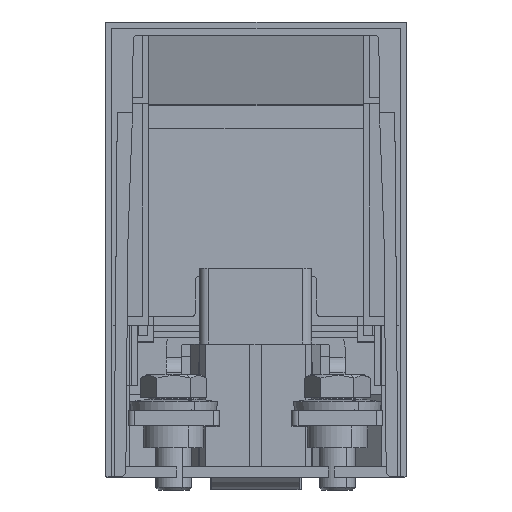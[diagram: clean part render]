
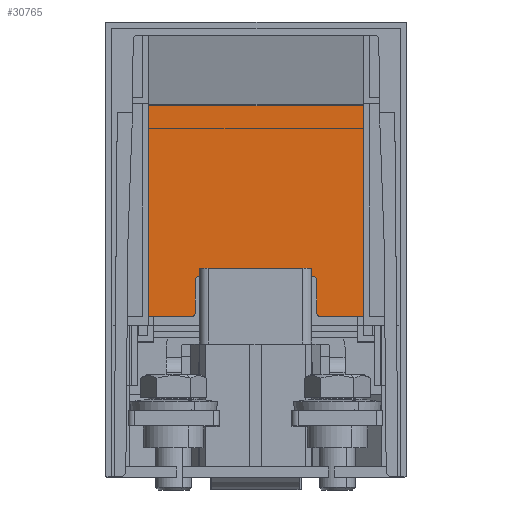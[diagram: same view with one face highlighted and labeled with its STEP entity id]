
A CAD part, front view. The second image highlights one B-rep face of the part: STEP entity #30765.
In plain terms, the highlighted planar face has unit normal (0, -1, 0).
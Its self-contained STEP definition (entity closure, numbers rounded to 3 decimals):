
#27568=AXIS2_PLACEMENT_3D('Circle Axis2P3D',#27566,#27567,$) ;
#27618=AXIS2_PLACEMENT_3D('Circle Axis2P3D',#27616,#27617,$) ;
#29412=AXIS2_PLACEMENT_3D('Circle Axis2P3D',#29410,#29411,$) ;
#29457=AXIS2_PLACEMENT_3D('Circle Axis2P3D',#29455,#29456,$) ;
#30719=AXIS2_PLACEMENT_3D('Plane Axis2P3D',#30716,#30717,#30718) ;
#26651=CARTESIAN_POINT('Vertex',(-47.5,128.,100.)) ;
#26654=CARTESIAN_POINT('Line Origine',(-46.5,128.,100.)) ;
#26658=CARTESIAN_POINT('Vertex',(-45.5,128.,100.)) ;
#27189=CARTESIAN_POINT('Vertex',(-45.5,128.,99.)) ;
#27199=CARTESIAN_POINT('Line Origine',(-45.5,128.,99.5)) ;
#27511=CARTESIAN_POINT('Line Origine',(-20.,128.,90.5)) ;
#27515=CARTESIAN_POINT('Vertex',(-20.,128.,85.)) ;
#27517=CARTESIAN_POINT('Vertex',(-20.,128.,96.)) ;
#27563=CARTESIAN_POINT('Vertex',(-21.,128.,97.)) ;
#27566=CARTESIAN_POINT('Axis2P3D Location',(-21.,128.,96.)) ;
#27584=CARTESIAN_POINT('Line Origine',(-32.25,128.,97.)) ;
#27588=CARTESIAN_POINT('Vertex',(-43.5,128.,97.)) ;
#27616=CARTESIAN_POINT('Axis2P3D Location',(-43.5,128.,99.)) ;
#28457=CARTESIAN_POINT('Vertex',(45.5,128.,100.)) ;
#28462=CARTESIAN_POINT('Line Origine',(46.5,128.,100.)) ;
#28466=CARTESIAN_POINT('Vertex',(47.5,128.,100.)) ;
#29095=CARTESIAN_POINT('Line Origine',(45.5,128.,99.5)) ;
#29099=CARTESIAN_POINT('Vertex',(45.5,128.,99.)) ;
#29407=CARTESIAN_POINT('Vertex',(43.5,128.,97.)) ;
#29410=CARTESIAN_POINT('Axis2P3D Location',(43.5,128.,99.)) ;
#29434=CARTESIAN_POINT('Vertex',(21.,128.,97.)) ;
#29437=CARTESIAN_POINT('Line Origine',(32.25,128.,97.)) ;
#29455=CARTESIAN_POINT('Axis2P3D Location',(21.,128.,96.)) ;
#29459=CARTESIAN_POINT('Vertex',(20.,128.,96.)) ;
#29498=CARTESIAN_POINT('Vertex',(20.,128.,85.)) ;
#29501=CARTESIAN_POINT('Line Origine',(20.,128.,90.5)) ;
#30407=CARTESIAN_POINT('Vertex',(47.5,128.,27.632)) ;
#30410=CARTESIAN_POINT('Line Origine',(-23.75,128.,27.632)) ;
#30414=CARTESIAN_POINT('Vertex',(-47.5,128.,27.632)) ;
#30670=CARTESIAN_POINT('Vertex',(19.,128.,84.)) ;
#30677=CARTESIAN_POINT('Vertex',(-19.,128.,84.)) ;
#30680=CARTESIAN_POINT('Line Origine',(0.,128.,84.)) ;
#30716=CARTESIAN_POINT('Axis2P3D Location',(-49.5,128.,0.)) ;
#30721=CARTESIAN_POINT('Line Origine',(-47.5,128.,63.816)) ;
#30726=CARTESIAN_POINT('Line Origine',(47.5,128.,63.816)) ;
#30732=CARTESIAN_POINT('Control Point',(19.,128.,84.)) ;
#30733=CARTESIAN_POINT('Control Point',(19.393,128.,84.)) ;
#30734=CARTESIAN_POINT('Control Point',(19.79,128.,84.21)) ;
#30735=CARTESIAN_POINT('Control Point',(20.,128.,84.607)) ;
#30736=CARTESIAN_POINT('Control Point',(20.,128.,85.)) ;
#30739=CARTESIAN_POINT('Control Point',(-20.,128.,85.)) ;
#30740=CARTESIAN_POINT('Control Point',(-20.,128.,84.607)) ;
#30741=CARTESIAN_POINT('Control Point',(-19.79,128.,84.21)) ;
#30742=CARTESIAN_POINT('Control Point',(-19.393,128.,84.)) ;
#30743=CARTESIAN_POINT('Control Point',(-19.,128.,84.)) ;
#26655=DIRECTION('Vector Direction',(-1.,0.,0.)) ;
#27200=DIRECTION('Vector Direction',(0.,0.,-1.)) ;
#27512=DIRECTION('Vector Direction',(0.,0.,1.)) ;
#27567=DIRECTION('Axis2P3D Direction',(-0.,1.,0.)) ;
#27585=DIRECTION('Vector Direction',(-1.,0.,0.)) ;
#27617=DIRECTION('Axis2P3D Direction',(-0.,1.,0.)) ;
#28463=DIRECTION('Vector Direction',(-1.,0.,0.)) ;
#29096=DIRECTION('Vector Direction',(0.,0.,-1.)) ;
#29411=DIRECTION('Axis2P3D Direction',(-0.,-1.,-0.)) ;
#29438=DIRECTION('Vector Direction',(-1.,0.,0.)) ;
#29456=DIRECTION('Axis2P3D Direction',(-0.,-1.,-0.)) ;
#29502=DIRECTION('Vector Direction',(0.,0.,1.)) ;
#30411=DIRECTION('Vector Direction',(-1.,0.,0.)) ;
#30681=DIRECTION('Vector Direction',(-1.,0.,0.)) ;
#30717=DIRECTION('Axis2P3D Direction',(0.,-1.,0.)) ;
#30718=DIRECTION('Axis2P3D XDirection',(1.,0.,0.)) ;
#30722=DIRECTION('Vector Direction',(0.,0.,1.)) ;
#30727=DIRECTION('Vector Direction',(0.,0.,1.)) ;
#26656=VECTOR('Line Direction',#26655,1.) ;
#27201=VECTOR('Line Direction',#27200,1.) ;
#27513=VECTOR('Line Direction',#27512,1.) ;
#27586=VECTOR('Line Direction',#27585,1.) ;
#28464=VECTOR('Line Direction',#28463,1.) ;
#29097=VECTOR('Line Direction',#29096,1.) ;
#29439=VECTOR('Line Direction',#29438,1.) ;
#29503=VECTOR('Line Direction',#29502,1.) ;
#30412=VECTOR('Line Direction',#30411,1.) ;
#30682=VECTOR('Line Direction',#30681,1.) ;
#30723=VECTOR('Line Direction',#30722,1.) ;
#30728=VECTOR('Line Direction',#30727,1.) ;
#30746=ORIENTED_EDGE('',*,*,#26660,.T.) ;
#30747=ORIENTED_EDGE('',*,*,#30725,.F.) ;
#30748=ORIENTED_EDGE('',*,*,#30416,.T.) ;
#30749=ORIENTED_EDGE('',*,*,#30730,.T.) ;
#30750=ORIENTED_EDGE('',*,*,#28468,.F.) ;
#30751=ORIENTED_EDGE('',*,*,#29101,.T.) ;
#30752=ORIENTED_EDGE('',*,*,#29414,.T.) ;
#30753=ORIENTED_EDGE('',*,*,#29441,.F.) ;
#30754=ORIENTED_EDGE('',*,*,#29461,.F.) ;
#30755=ORIENTED_EDGE('',*,*,#29505,.F.) ;
#30756=ORIENTED_EDGE('',*,*,#30737,.T.) ;
#30757=ORIENTED_EDGE('',*,*,#30684,.F.) ;
#30758=ORIENTED_EDGE('',*,*,#30744,.F.) ;
#30759=ORIENTED_EDGE('',*,*,#27519,.T.) ;
#30760=ORIENTED_EDGE('',*,*,#27570,.T.) ;
#30761=ORIENTED_EDGE('',*,*,#27590,.T.) ;
#30762=ORIENTED_EDGE('',*,*,#27620,.F.) ;
#30763=ORIENTED_EDGE('',*,*,#27203,.F.) ;
#30765=ADVANCED_FACE('Hauptkoerper nicht benutzen',(#30764),#30720,.T.) ;
#30731=B_SPLINE_CURVE_WITH_KNOTS('',4,(#30732,#30733,#30734,#30735,#30736),.UNSPECIFIED.,.F.,.U.,(5,5),(4.712,6.283),.UNSPECIFIED.) ;
#30738=B_SPLINE_CURVE_WITH_KNOTS('',4,(#30739,#30740,#30741,#30742,#30743),.UNSPECIFIED.,.F.,.U.,(5,5),(3.142,4.712),.UNSPECIFIED.) ;
#27569=CIRCLE('generated circle',#27568,1.) ;
#27619=CIRCLE('generated circle',#27618,2.) ;
#29413=CIRCLE('generated circle',#29412,2.) ;
#29458=CIRCLE('generated circle',#29457,1.) ;
#26660=EDGE_CURVE('',#26659,#26652,#26657,.T.) ;
#27203=EDGE_CURVE('',#26659,#27190,#27202,.T.) ;
#27519=EDGE_CURVE('',#27516,#27518,#27514,.T.) ;
#27570=EDGE_CURVE('',#27518,#27564,#27569,.F.) ;
#27590=EDGE_CURVE('',#27564,#27589,#27587,.T.) ;
#27620=EDGE_CURVE('',#27190,#27589,#27619,.F.) ;
#28468=EDGE_CURVE('',#28458,#28467,#28465,.F.) ;
#29101=EDGE_CURVE('',#28458,#29100,#29098,.T.) ;
#29414=EDGE_CURVE('',#29100,#29408,#29413,.F.) ;
#29441=EDGE_CURVE('',#29435,#29408,#29440,.F.) ;
#29461=EDGE_CURVE('',#29460,#29435,#29458,.F.) ;
#29505=EDGE_CURVE('',#29499,#29460,#29504,.T.) ;
#30416=EDGE_CURVE('',#30415,#30408,#30413,.F.) ;
#30684=EDGE_CURVE('',#30678,#30671,#30683,.F.) ;
#30725=EDGE_CURVE('',#30415,#26652,#30724,.T.) ;
#30730=EDGE_CURVE('',#30408,#28467,#30729,.T.) ;
#30737=EDGE_CURVE('',#29499,#30671,#30731,.F.) ;
#30744=EDGE_CURVE('',#27516,#30678,#30738,.T.) ;
#30745=EDGE_LOOP('',(#30746,#30747,#30748,#30749,#30750,#30751,#30752,#30753,#30754,#30755,#30756,#30757,#30758,#30759,#30760,#30761,#30762,#30763)) ;
#30764=FACE_OUTER_BOUND('',#30745,.T.) ;
#26657=LINE('Line',#26654,#26656) ;
#27202=LINE('Line',#27199,#27201) ;
#27514=LINE('Line',#27511,#27513) ;
#27587=LINE('Line',#27584,#27586) ;
#28465=LINE('Line',#28462,#28464) ;
#29098=LINE('Line',#29095,#29097) ;
#29440=LINE('Line',#29437,#29439) ;
#29504=LINE('Line',#29501,#29503) ;
#30413=LINE('Line',#30410,#30412) ;
#30683=LINE('Line',#30680,#30682) ;
#30724=LINE('Line',#30721,#30723) ;
#30729=LINE('Line',#30726,#30728) ;
#30720=PLANE('',#30719) ;
#26652=VERTEX_POINT('',#26651) ;
#26659=VERTEX_POINT('',#26658) ;
#27190=VERTEX_POINT('',#27189) ;
#27516=VERTEX_POINT('',#27515) ;
#27518=VERTEX_POINT('',#27517) ;
#27564=VERTEX_POINT('',#27563) ;
#27589=VERTEX_POINT('',#27588) ;
#28458=VERTEX_POINT('',#28457) ;
#28467=VERTEX_POINT('',#28466) ;
#29100=VERTEX_POINT('',#29099) ;
#29408=VERTEX_POINT('',#29407) ;
#29435=VERTEX_POINT('',#29434) ;
#29460=VERTEX_POINT('',#29459) ;
#29499=VERTEX_POINT('',#29498) ;
#30408=VERTEX_POINT('',#30407) ;
#30415=VERTEX_POINT('',#30414) ;
#30671=VERTEX_POINT('',#30670) ;
#30678=VERTEX_POINT('',#30677) ;
